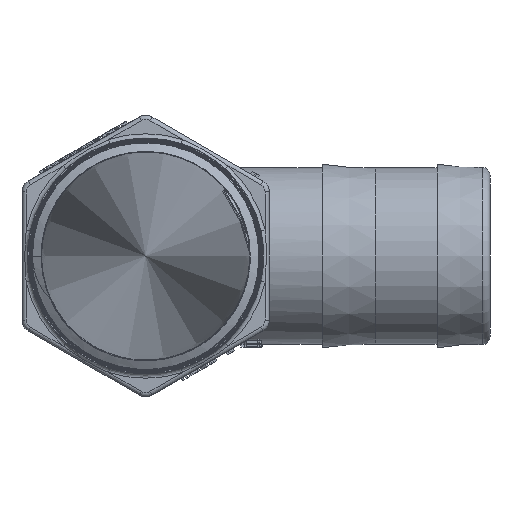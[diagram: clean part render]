
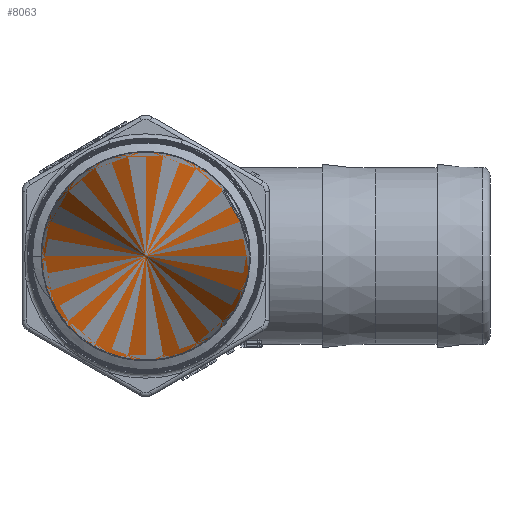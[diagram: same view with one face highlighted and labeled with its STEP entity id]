
A CAD part, front view. The second image highlights one B-rep face of the part: STEP entity #8063.
In plain terms, the highlighted conical face has half-angle 1.78 degrees and reference radius 19.073 mm.
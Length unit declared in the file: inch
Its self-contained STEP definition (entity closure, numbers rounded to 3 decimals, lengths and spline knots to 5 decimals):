
#715=FACE_OUTER_BOUND('',#1185,.T.);
#1185=EDGE_LOOP('',(#5592,#5593,#5594));
#1704=B_SPLINE_CURVE_WITH_KNOTS('',3,(#11112,#11113,#11114,#11115,#11116,
#11117,#11118,#11119,#11120,#11121,#11122,#11123,#11124,#11125,#11126,#11127,
#11128),.UNSPECIFIED.,.F.,.F.,(4,1,1,1,1,1,1,1,1,1,1,1,1,1,4),(3.14159,
3.47084,3.96667,4.4625,4.95834,5.45417,
5.95001,6.44584,6.94167,7.43751,7.93334,
8.42917,8.92501,9.42084,9.42478),
 .UNSPECIFIED.);
#1936=LINE('',#11109,#2746);
#1937=LINE('',#11111,#2747);
#2746=VECTOR('',#9146,0.7509);
#2747=VECTOR('',#9147,0.7509);
#3558=VERTEX_POINT('',#11107);
#3559=VERTEX_POINT('',#11108);
#3560=VERTEX_POINT('',#11110);
#4364=EDGE_CURVE('',#3558,#3559,#1936,.T.);
#4365=EDGE_CURVE('',#3558,#3560,#1937,.T.);
#4366=EDGE_CURVE('',#3560,#3559,#1704,.T.);
#5592=ORIENTED_EDGE('',*,*,#4364,.F.);
#5593=ORIENTED_EDGE('',*,*,#4365,.T.);
#5594=ORIENTED_EDGE('',*,*,#4366,.T.);
#8044=CONICAL_SURFACE('',#8578,0.7509,0.031);
#8063=ADVANCED_FACE('',(#715),#8044,.T.);
#8578=AXIS2_PLACEMENT_3D('',#11106,#9144,#9145);
#9144=DIRECTION('center_axis',(0.,1.,0.));
#9145=DIRECTION('ref_axis',(-1.,0.,0.));
#9146=DIRECTION('',(0.031,1.,0.));
#9147=DIRECTION('',(-0.031,-1.,0.));
#11106=CARTESIAN_POINT('Origin',(0.,-1.6965,0.));
#11107=CARTESIAN_POINT('',(0.74092,-2.0175,0.));
#11108=CARTESIAN_POINT('',(0.74336,-1.93888,0.));
#11109=CARTESIAN_POINT('',(0.7509,-1.6965,0.));
#11110=CARTESIAN_POINT('',(0.74066,-2.02588,0.));
#11111=CARTESIAN_POINT('',(0.7509,-1.6965,0.));
#11112=CARTESIAN_POINT('Ctrl Pts',(0.74062,-2.02588,
0.00002));
#11113=CARTESIAN_POINT('Ctrl Pts',(0.74061,-2.02436,
-0.08128));
#11114=CARTESIAN_POINT('Ctrl Pts',(0.70727,-2.02055,
-0.2851));
#11115=CARTESIAN_POINT('Ctrl Pts',(0.52388,-2.01445,
-0.56714));
#11116=CARTESIAN_POINT('Ctrl Pts',(0.19102,-2.00759,-0.7483));
#11117=CARTESIAN_POINT('Ctrl Pts',(-0.18805,-2.00072,
-0.74928));
#11118=CARTESIAN_POINT('Ctrl Pts',(-0.52204,-1.99386,
-0.56974));
#11119=CARTESIAN_POINT('Ctrl Pts',(-0.73044,-1.98699,
-0.25283));
#11120=CARTESIAN_POINT('Ctrl Pts',(-0.76298,-1.98013,
0.12517));
#11121=CARTESIAN_POINT('Ctrl Pts',(-0.61172,-1.97326,
0.47323));
#11122=CARTESIAN_POINT('Ctrl Pts',(-0.313,-1.9664,
0.70748));
#11123=CARTESIAN_POINT('Ctrl Pts',(0.06131,-1.95953,
0.77142));
#11124=CARTESIAN_POINT('Ctrl Pts',(0.42106,-1.95266,
0.64953));
#11125=CARTESIAN_POINT('Ctrl Pts',(0.67957,-1.9458,
0.37109));
#11126=CARTESIAN_POINT('Ctrl Pts',(0.74312,-1.9412,
0.12478));
#11127=CARTESIAN_POINT('Ctrl Pts',(0.74343,-1.9389,
0.00098));
#11128=CARTESIAN_POINT('Ctrl Pts',(0.74343,-1.93888,
0.));
